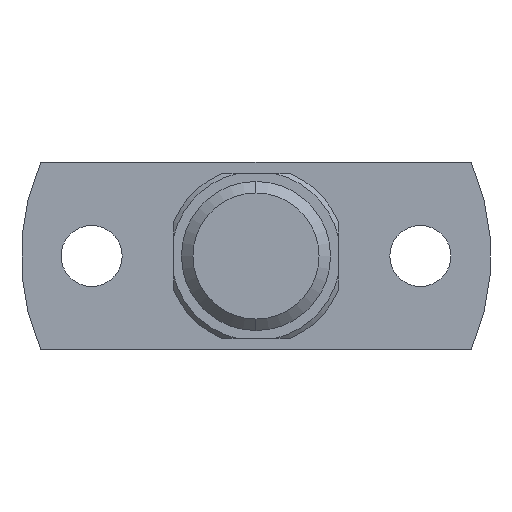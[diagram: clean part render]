
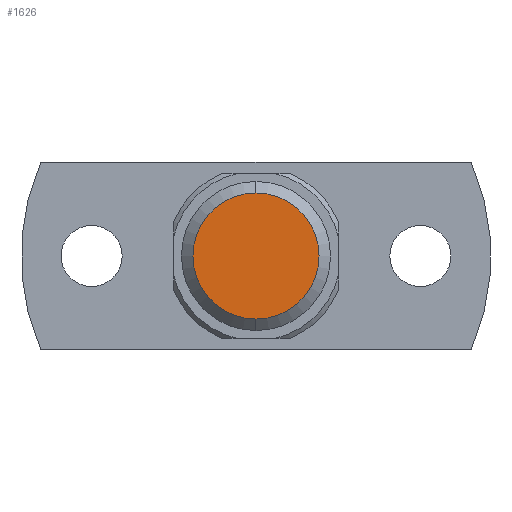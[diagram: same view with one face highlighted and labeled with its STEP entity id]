
A CAD part, front view. The second image highlights one B-rep face of the part: STEP entity #1626.
In plain terms, the highlighted planar face has unit normal (0, -1, 0).
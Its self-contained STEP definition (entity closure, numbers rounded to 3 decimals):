
#1626 = ADVANCED_FACE ( 'Defeature ausgef�hrt1_10', ( #11524 ), #1934, .F. ) ;
#1863 = AXIS2_PLACEMENT_3D ( 'NONE', #6359, #7310, #7364 ) ;
#1934 = PLANE ( 'NONE',  #12858 ) ;
#1972 = DIRECTION ( 'NONE',  ( 0., 1., 0. ) ) ;
#3061 = ORIENTED_EDGE ( 'NONE', *, *, #9991, .F. ) ;
#3125 = CIRCLE ( 'NONE', #1863, 2.685 ) ;
#3714 = CARTESIAN_POINT ( 'NONE',  ( 0., -11.5, 0. ) ) ;
#5034 = DIRECTION ( 'NONE',  ( 0., 0., -1. ) ) ;
#5734 = CIRCLE ( 'NONE', #10899, 2.685 ) ;
#6310 = CARTESIAN_POINT ( 'NONE',  ( 0., -11.5, -2.685 ) ) ;
#6359 = CARTESIAN_POINT ( 'NONE',  ( 0., -11.5, 0. ) ) ;
#6435 = ORIENTED_EDGE ( 'NONE', *, *, #11269, .F. ) ;
#6602 = VERTEX_POINT ( 'NONE', #6310 ) ;
#7310 = DIRECTION ( 'NONE',  ( 0., 1., 0. ) ) ;
#7364 = DIRECTION ( 'NONE',  ( 0., 0., -1. ) ) ;
#7581 = EDGE_LOOP ( 'NONE', ( #3061, #6435 ) ) ;
#7759 = DIRECTION ( 'NONE',  ( 0., 0., -1. ) ) ;
#8271 = CARTESIAN_POINT ( 'NONE',  ( 0., -11.5, 2.685 ) ) ;
#9189 = CARTESIAN_POINT ( 'NONE',  ( -2.325, -11.5, 0. ) ) ;
#9991 = EDGE_CURVE ( 'Defeature ausgef�hrt1_11+Defeature ausgef�hrt1_10+Defeature ausgef�hrt1_10+Defeature ausgef�hrt1_10', #6602, #10436, #5734, .T. ) ;
#10436 = VERTEX_POINT ( 'NONE', #8271 ) ;
#10840 = DIRECTION ( 'NONE',  ( 0., 1., 0. ) ) ;
#10899 = AXIS2_PLACEMENT_3D ( 'NONE', #3714, #10840, #7759 ) ;
#11269 = EDGE_CURVE ( 'Defeature ausgef�hrt1_11+Defeature ausgef�hrt1_10+Defeature ausgef�hrt1_10+Defeature ausgef�hrt1_10', #10436, #6602, #3125, .T. ) ;
#11524 = FACE_OUTER_BOUND ( 'NONE', #7581, .T. ) ;
#12858 = AXIS2_PLACEMENT_3D ( 'NONE', #9189, #1972, #5034 ) ;
